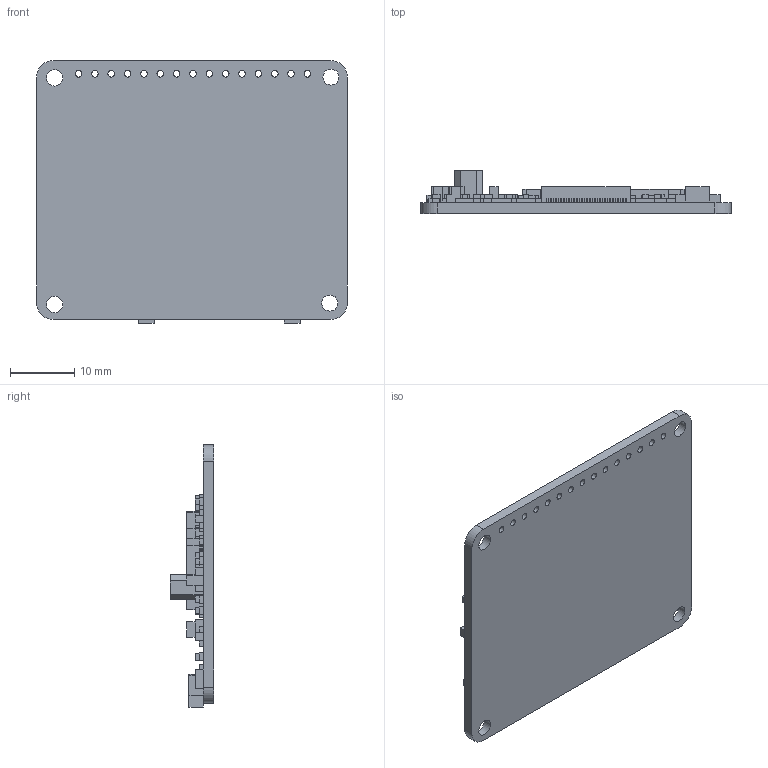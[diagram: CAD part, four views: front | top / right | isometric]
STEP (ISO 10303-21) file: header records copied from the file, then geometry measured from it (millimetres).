
FILE_DESCRIPTION(/* description */ (''),/* implementation_level */ '2;1');
FILE_NAME(/* name */ 'RA8875 Driver Board.stp',/* time_stamp */ '2023-02-11T18:28:14-05:00',/* author */ ('Lauren'),/* organization */ (''),/* preprocessor_version */ 'ST-DEVELOPER v19',/* originating_system */ 'Autodesk Inventor 2023',/* authorisation */ '');
FILE_SCHEMA (('AUTOMOTIVE_DESIGN { 1 0 10303 214 3 1 1 }'));
Length unit declared in the file: inch
Products named in the file (1): RA8875 Driver Board
Bounding box: 48.26 x 6.68 x 40.78 mm (x, y, z)
Volume: 4152.2 mm3; surface area: 5517.8 mm2
Topology: 1 solids, 1 shells, 1341 faces, 3721 edges, 2478 vertices
Faces by surface type: plane 1299, cylinder 42
Full cylindrical faces by diameter (mm): 1.027 x15, 1.535 x15, 2.488 x1, 2.49 x1, 2.534 x1, 2.567 x1, 4.012 x1, 4.014 x1, 4.058 x1, 4.091 x1
Entity records: 42136 total; most frequent: CARTESIAN_POINT 7541, ORIENTED_EDGE 7442, DIRECTION 6489, EDGE_CURVE 3721, LINE 3637, VECTOR 3637, VERTEX_POINT 2478, EDGE_LOOP 1475
